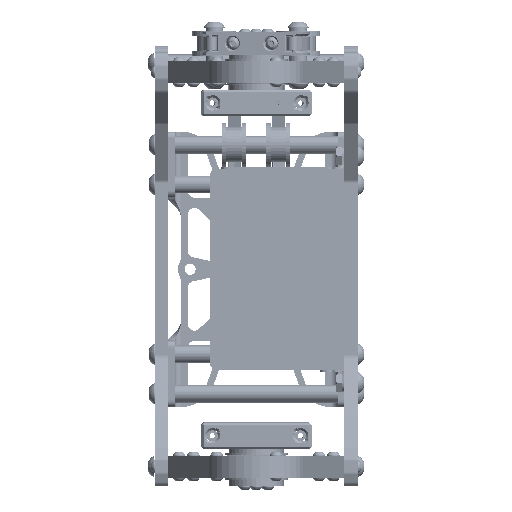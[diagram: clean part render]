
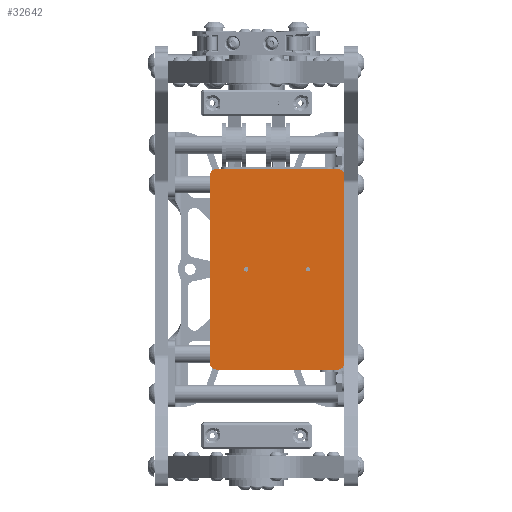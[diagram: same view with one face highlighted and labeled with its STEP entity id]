
A CAD part, front view. The second image highlights one B-rep face of the part: STEP entity #32642.
In plain terms, the highlighted face is planar.
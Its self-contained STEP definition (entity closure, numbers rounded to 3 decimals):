
#1711=FACE_BOUND('',#5201,.T.);
#1712=FACE_BOUND('',#5202,.T.);
#2180=PLANE('',#35275);
#3185=FACE_OUTER_BOUND('',#5200,.T.);
#5200=EDGE_LOOP('',(#24009,#24010,#24011,#24012,#24013,#24014,#24015,#24016));
#5201=EDGE_LOOP('',(#24017));
#5202=EDGE_LOOP('',(#24018));
#7623=LINE('',#51136,#10093);
#7627=LINE('',#51148,#10097);
#7631=LINE('',#51160,#10101);
#7634=LINE('',#51169,#10104);
#10093=VECTOR('',#40694,1000.);
#10097=VECTOR('',#40706,1000.);
#10101=VECTOR('',#40718,1000.);
#10104=VECTOR('',#40729,1000.);
#12288=CIRCLE('',#35250,1.);
#12290=CIRCLE('',#35253,1.);
#12292=CIRCLE('',#35256,3.);
#12294=CIRCLE('',#35260,3.);
#12296=CIRCLE('',#35264,3.);
#12298=CIRCLE('',#35268,3.);
#14494=VERTEX_POINT('',#51113);
#14496=VERTEX_POINT('',#51119);
#14498=VERTEX_POINT('',#51124);
#14500=VERTEX_POINT('',#51128);
#14502=VERTEX_POINT('',#51133);
#14504=VERTEX_POINT('',#51139);
#14506=VERTEX_POINT('',#51145);
#14508=VERTEX_POINT('',#51151);
#14510=VERTEX_POINT('',#51157);
#14512=VERTEX_POINT('',#51163);
#17998=EDGE_CURVE('',#14494,#14494,#12288,.T.);
#18001=EDGE_CURVE('',#14496,#14496,#12290,.T.);
#18005=EDGE_CURVE('',#14500,#14498,#12292,.T.);
#18008=EDGE_CURVE('',#14498,#14502,#7623,.T.);
#18011=EDGE_CURVE('',#14502,#14504,#12294,.T.);
#18014=EDGE_CURVE('',#14504,#14506,#7627,.T.);
#18017=EDGE_CURVE('',#14506,#14508,#12296,.T.);
#18020=EDGE_CURVE('',#14508,#14510,#7631,.T.);
#18023=EDGE_CURVE('',#14510,#14512,#12298,.T.);
#18025=EDGE_CURVE('',#14512,#14500,#7634,.T.);
#24009=ORIENTED_EDGE('',*,*,#18005,.F.);
#24010=ORIENTED_EDGE('',*,*,#18025,.F.);
#24011=ORIENTED_EDGE('',*,*,#18023,.F.);
#24012=ORIENTED_EDGE('',*,*,#18020,.F.);
#24013=ORIENTED_EDGE('',*,*,#18017,.F.);
#24014=ORIENTED_EDGE('',*,*,#18014,.F.);
#24015=ORIENTED_EDGE('',*,*,#18011,.F.);
#24016=ORIENTED_EDGE('',*,*,#18008,.F.);
#24017=ORIENTED_EDGE('',*,*,#17998,.F.);
#24018=ORIENTED_EDGE('',*,*,#18001,.F.);
#32642=ADVANCED_FACE('',(#3185,#1711,#1712),#2180,.F.);
#35250=AXIS2_PLACEMENT_3D('',#51115,#40673,#40674);
#35253=AXIS2_PLACEMENT_3D('',#51121,#40680,#40681);
#35256=AXIS2_PLACEMENT_3D('',#51130,#40688,#40689);
#35260=AXIS2_PLACEMENT_3D('',#51142,#40700,#40701);
#35264=AXIS2_PLACEMENT_3D('',#51154,#40712,#40713);
#35268=AXIS2_PLACEMENT_3D('',#51166,#40724,#40725);
#35275=AXIS2_PLACEMENT_3D('',#51187,#40744,#40745);
#40673=DIRECTION('center_axis',(0.,0.,-1.));
#40674=DIRECTION('ref_axis',(-1.,0.,0.));
#40680=DIRECTION('center_axis',(0.,0.,-1.));
#40681=DIRECTION('ref_axis',(-1.,0.,0.));
#40688=DIRECTION('center_axis',(0.,0.,1.));
#40689=DIRECTION('ref_axis',(1.,0.,0.));
#40694=DIRECTION('',(0.,1.,0.));
#40700=DIRECTION('center_axis',(0.,0.,1.));
#40701=DIRECTION('ref_axis',(-1.,0.,0.));
#40706=DIRECTION('',(-1.,0.,0.));
#40712=DIRECTION('center_axis',(0.,0.,1.));
#40713=DIRECTION('ref_axis',(-1.,0.,0.));
#40718=DIRECTION('',(0.,-1.,0.));
#40724=DIRECTION('center_axis',(0.,0.,1.));
#40725=DIRECTION('ref_axis',(-1.,0.,0.));
#40729=DIRECTION('',(1.,0.,0.));
#40744=DIRECTION('center_axis',(0.,0.,1.));
#40745=DIRECTION('ref_axis',(1.,0.,0.));
#51113=CARTESIAN_POINT('',(45.5,45.5,0.));
#51115=CARTESIAN_POINT('Origin',(44.5,45.5,0.));
#51119=CARTESIAN_POINT('',(17.5,45.5,0.));
#51121=CARTESIAN_POINT('Origin',(16.5,45.5,0.));
#51124=CARTESIAN_POINT('',(61.,3.,0.));
#51128=CARTESIAN_POINT('',(58.,0.,0.));
#51130=CARTESIAN_POINT('Origin',(58.,3.,0.));
#51133=CARTESIAN_POINT('',(61.,88.,0.));
#51136=CARTESIAN_POINT('',(61.,3.,0.));
#51139=CARTESIAN_POINT('',(58.,91.,0.));
#51142=CARTESIAN_POINT('Origin',(58.,88.,0.));
#51145=CARTESIAN_POINT('',(3.,91.,0.));
#51148=CARTESIAN_POINT('',(3.,91.,0.));
#51151=CARTESIAN_POINT('',(0.,88.,0.));
#51154=CARTESIAN_POINT('Origin',(3.,88.,0.));
#51157=CARTESIAN_POINT('',(0.,3.,0.));
#51160=CARTESIAN_POINT('',(0.,3.,0.));
#51163=CARTESIAN_POINT('',(3.,0.,0.));
#51166=CARTESIAN_POINT('Origin',(3.,3.,0.));
#51169=CARTESIAN_POINT('',(3.,0.,0.));
#51187=CARTESIAN_POINT('Origin',(58.,3.,0.));
